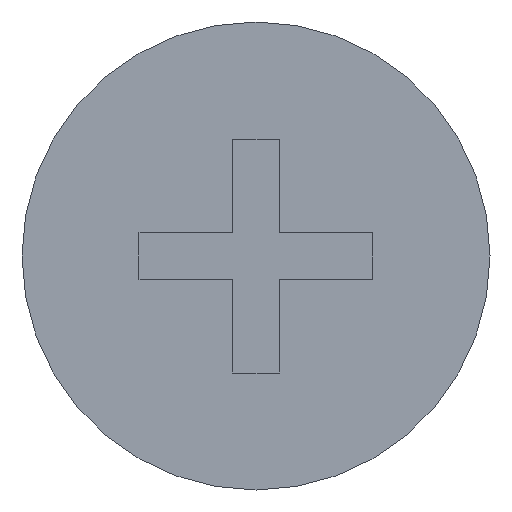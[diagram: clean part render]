
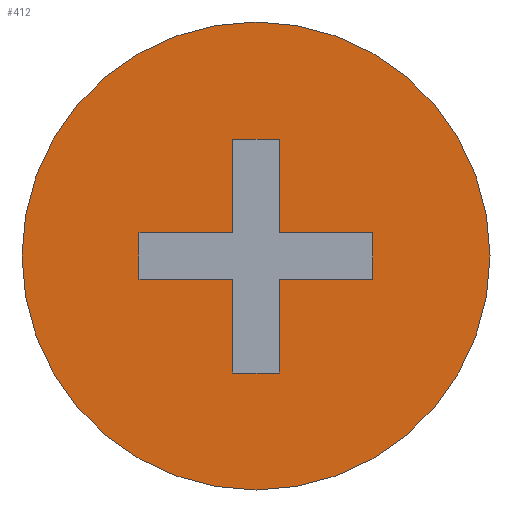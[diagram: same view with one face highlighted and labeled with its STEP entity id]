
A CAD part, left-side view. The second image highlights one B-rep face of the part: STEP entity #412.
In plain terms, the highlighted planar face has unit normal (-1, 0, 0).
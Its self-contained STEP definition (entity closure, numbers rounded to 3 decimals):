
#73=CARTESIAN_POINT('',(0.,-0.4,0.4));
#74=VERTEX_POINT('',#73);
#83=CARTESIAN_POINT('',(0.,-0.4,2.));
#84=VERTEX_POINT('',#83);
#85=CARTESIAN_POINT('',(0.,-0.4,2.));
#86=DIRECTION('',(0.0,0.0,-1.0));
#87=VECTOR('',#86,1.6);
#88=LINE('',#85,#87);
#89=EDGE_CURVE('',#84,#74,#88,.T.);
#115=CARTESIAN_POINT('',(0.,0.4,0.4));
#116=VERTEX_POINT('',#115);
#131=CARTESIAN_POINT('',(0.0,0.4,2.));
#132=VERTEX_POINT('',#131);
#139=CARTESIAN_POINT('',(0.,0.4,0.4));
#140=DIRECTION('',(0.0,0.0,1.0));
#141=VECTOR('',#140,1.6);
#142=LINE('',#139,#141);
#143=EDGE_CURVE('',#116,#132,#142,.T.);
#155=CARTESIAN_POINT('',(0.,-0.4,-0.4));
#156=VERTEX_POINT('',#155);
#171=CARTESIAN_POINT('',(0.,-0.4,-2.));
#172=VERTEX_POINT('',#171);
#179=CARTESIAN_POINT('',(0.,-0.4,-0.4));
#180=DIRECTION('',(0.0,0.0,-1.0));
#181=VECTOR('',#180,1.6);
#182=LINE('',#179,#181);
#183=EDGE_CURVE('',#156,#172,#182,.T.);
#200=CARTESIAN_POINT('',(0.0,0.4,2.));
#201=DIRECTION('',(0.0,-1.0,0.0));
#202=VECTOR('',#201,0.8);
#203=LINE('',#200,#202);
#204=EDGE_CURVE('',#132,#84,#203,.T.);
#215=CARTESIAN_POINT('',(0.,0.4,-0.4));
#216=VERTEX_POINT('',#215);
#225=CARTESIAN_POINT('',(0.,0.4,-2.));
#226=VERTEX_POINT('',#225);
#227=CARTESIAN_POINT('',(0.,0.4,-2.));
#228=DIRECTION('',(0.0,0.0,1.0));
#229=VECTOR('',#228,1.6);
#230=LINE('',#227,#229);
#231=EDGE_CURVE('',#226,#216,#230,.T.);
#262=CARTESIAN_POINT('',(0.,-0.4,-2.));
#263=DIRECTION('',(0.0,1.0,0.0));
#264=VECTOR('',#263,0.8);
#265=LINE('',#262,#264);
#266=EDGE_CURVE('',#172,#226,#265,.T.);
#286=CARTESIAN_POINT('',(0.,-2.,0.4));
#287=VERTEX_POINT('',#286);
#294=CARTESIAN_POINT('',(0.,-0.4,0.4));
#295=DIRECTION('',(0.0,-1.0,0.0));
#296=VECTOR('',#295,1.6);
#297=LINE('',#294,#296);
#298=EDGE_CURVE('',#74,#287,#297,.T.);
#309=CARTESIAN_POINT('',(0.,2.,0.4));
#310=VERTEX_POINT('',#309);
#311=CARTESIAN_POINT('',(0.,2.,0.4));
#312=DIRECTION('',(0.0,-1.0,0.0));
#313=VECTOR('',#312,1.6);
#314=LINE('',#311,#313);
#315=EDGE_CURVE('',#310,#116,#314,.T.);
#340=CARTESIAN_POINT('',(0.,-2.,-0.4));
#341=VERTEX_POINT('',#340);
#342=CARTESIAN_POINT('',(0.,-2.,-0.4));
#343=DIRECTION('',(0.0,1.0,0.0));
#344=VECTOR('',#343,1.6);
#345=LINE('',#342,#344);
#346=EDGE_CURVE('',#341,#156,#345,.T.);
#365=CARTESIAN_POINT('',(0.,2.0,0.0));
#366=DIRECTION('',(-1.0,0.0,0.0));
#367=DIRECTION('',(0.0,0.0,1.0));
#368=AXIS2_PLACEMENT_3D('',#365,#366,#367);
#369=PLANE('',#368);
#370=CARTESIAN_POINT('',(0.,4.0,0.0));
#371=VERTEX_POINT('',#370);
#372=CARTESIAN_POINT('',(0.0,0.0,0.0));
#373=DIRECTION('',(1.0,0.0,0.0));
#374=DIRECTION('',(0.0,1.0,0.0));
#375=AXIS2_PLACEMENT_3D('',#372,#373,#374);
#376=CIRCLE('',#375,4.0);
#377=EDGE_CURVE('',#371,#371,#376,.T.);
#378=ORIENTED_EDGE('',*,*,#377,.F.);
#379=EDGE_LOOP('',(#378));
#380=FACE_OUTER_BOUND('',#379,.T.);
#381=ORIENTED_EDGE('',*,*,#143,.T.);
#382=ORIENTED_EDGE('',*,*,#204,.T.);
#383=ORIENTED_EDGE('',*,*,#89,.T.);
#384=ORIENTED_EDGE('',*,*,#298,.T.);
#385=CARTESIAN_POINT('',(0.,-2.,0.4));
#386=DIRECTION('',(0.0,0.0,-1.0));
#387=VECTOR('',#386,0.8);
#388=LINE('',#385,#387);
#389=EDGE_CURVE('',#287,#341,#388,.T.);
#390=ORIENTED_EDGE('',*,*,#389,.T.);
#391=ORIENTED_EDGE('',*,*,#346,.T.);
#392=ORIENTED_EDGE('',*,*,#183,.T.);
#393=ORIENTED_EDGE('',*,*,#266,.T.);
#394=ORIENTED_EDGE('',*,*,#231,.T.);
#395=CARTESIAN_POINT('',(0.0,2.0,-0.4));
#396=VERTEX_POINT('',#395);
#397=CARTESIAN_POINT('',(0.,0.4,-0.4));
#398=DIRECTION('',(0.0,1.0,0.0));
#399=VECTOR('',#398,1.6);
#400=LINE('',#397,#399);
#401=EDGE_CURVE('',#216,#396,#400,.T.);
#402=ORIENTED_EDGE('',*,*,#401,.T.);
#403=CARTESIAN_POINT('',(0.0,2.0,-0.4));
#404=DIRECTION('',(0.0,0.0,1.0));
#405=VECTOR('',#404,0.8);
#406=LINE('',#403,#405);
#407=EDGE_CURVE('',#396,#310,#406,.T.);
#408=ORIENTED_EDGE('',*,*,#407,.T.);
#409=ORIENTED_EDGE('',*,*,#315,.T.);
#410=EDGE_LOOP('',(#381,#382,#383,#384,#390,#391,#392,#393,#394,#402,#408,#409));
#411=FACE_BOUND('',#410,.T.);
#412=ADVANCED_FACE('',(#380,#411),#369,.T.);
